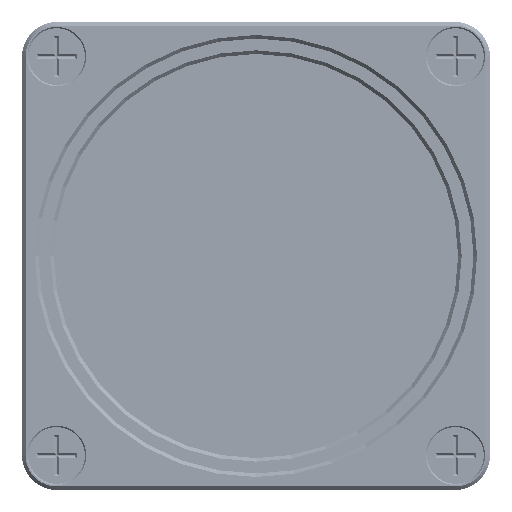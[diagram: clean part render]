
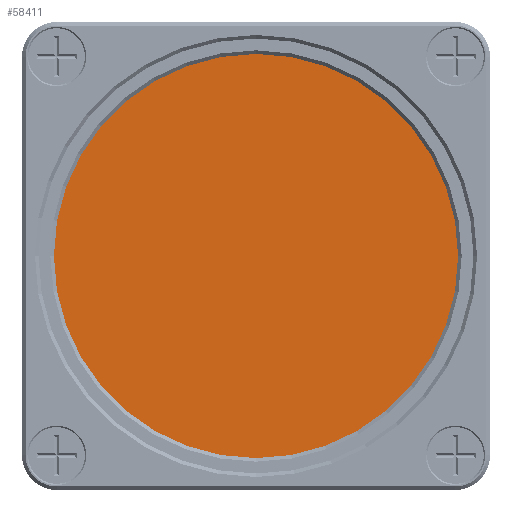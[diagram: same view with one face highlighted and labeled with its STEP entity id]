
A CAD part, front view. The second image highlights one B-rep face of the part: STEP entity #58411.
In plain terms, the highlighted face is planar.
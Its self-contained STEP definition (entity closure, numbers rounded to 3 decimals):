
#44194=PLANE('',#159560);
#50846=FACE_OUTER_BOUND('',#69425,.T.);
#58411=ADVANCED_FACE('',(#50846),#44194,.F.);
#69425=EDGE_LOOP('',(#96431));
#96431=ORIENTED_EDGE('',*,*,#139580,.F.);
#122082=VERTEX_POINT('',#230852);
#139580=EDGE_CURVE('',#122082,#122082,#151027,.T.);
#151027=CIRCLE('',#159557,12.5);
#159557=AXIS2_PLACEMENT_3D('',#230851,#187098,#187099);
#159560=AXIS2_PLACEMENT_3D('',#230855,#187104,#187105);
#187098=DIRECTION('',(0.,0.,1.));
#187099=DIRECTION('',(1.,0.,0.));
#187104=DIRECTION('',(0.,0.,1.));
#187105=DIRECTION('',(1.,0.,0.));
#230851=CARTESIAN_POINT('',(0.,0.,0.));
#230852=CARTESIAN_POINT('',(12.5,0.,0.));
#230855=CARTESIAN_POINT('',(0.,0.,0.));
